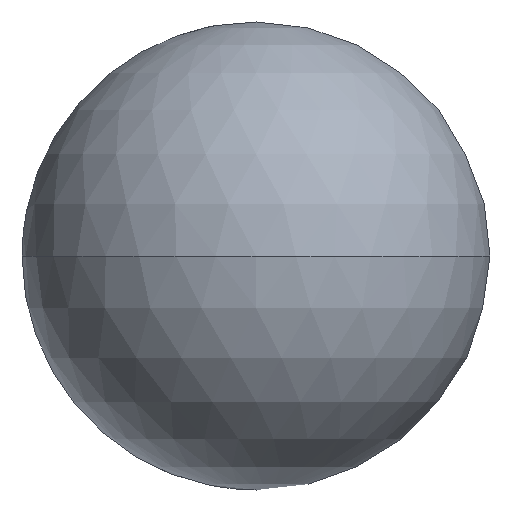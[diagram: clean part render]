
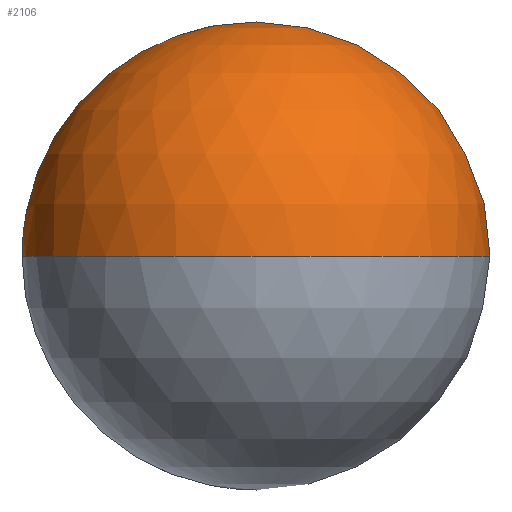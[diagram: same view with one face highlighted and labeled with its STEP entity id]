
A CAD part, front view. The second image highlights one B-rep face of the part: STEP entity #2106.
In plain terms, the highlighted spherical face has radius 45 mm.
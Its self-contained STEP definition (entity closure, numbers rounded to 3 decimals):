
#73 = AXIS2_PLACEMENT_3D ( 'NONE', #2770, #924, #1164 ) ;
#109 = AXIS2_PLACEMENT_3D ( 'NONE', #1197, #1232, #2462 ) ;
#131 = EDGE_CURVE ( 'NONE', #1361, #789, #1278, .T. ) ;
#298 = AXIS2_PLACEMENT_3D ( 'NONE', #1226, #381, #1204 ) ;
#381 = DIRECTION ( 'NONE',  ( 0., 0., -1. ) ) ;
#446 = CIRCLE ( 'NONE', #73, 40. ) ;
#494 = DIRECTION ( 'NONE',  ( -1., 0., 0. ) ) ;
#601 = ORIENTED_EDGE ( 'NONE', *, *, #131, .T. ) ;
#720 = CIRCLE ( 'NONE', #2039, 45. ) ;
#730 = CARTESIAN_POINT ( 'NONE',  ( 0., 0., 0. ) ) ;
#789 = VERTEX_POINT ( 'NONE', #2102 ) ;
#801 = ORIENTED_EDGE ( 'NONE', *, *, #2221, .F. ) ;
#924 = DIRECTION ( 'NONE',  ( 0., -1., 0. ) ) ;
#1164 = DIRECTION ( 'NONE',  ( 0., 0., -1. ) ) ;
#1197 = CARTESIAN_POINT ( 'NONE',  ( 0., 0., 0. ) ) ;
#1204 = DIRECTION ( 'NONE',  ( -1., 0., 0. ) ) ;
#1226 = CARTESIAN_POINT ( 'NONE',  ( 0., 0., 0. ) ) ;
#1232 = DIRECTION ( 'NONE',  ( 0., 0., 1. ) ) ;
#1278 = CIRCLE ( 'NONE', #109, 45. ) ;
#1361 = VERTEX_POINT ( 'NONE', #2624 ) ;
#1603 = EDGE_LOOP ( 'NONE', ( #801, #2550, #601 ) ) ;
#1623 = FACE_OUTER_BOUND ( 'NONE', #1603, .T. ) ;
#1685 = EDGE_CURVE ( 'NONE', #2052, #1361, #446, .T. ) ;
#1689 = SPHERICAL_SURFACE ( 'NONE', #298, 45. ) ;
#1709 = CARTESIAN_POINT ( 'NONE',  ( 40., 20.616, 0. ) ) ;
#2039 = AXIS2_PLACEMENT_3D ( 'NONE', #730, #2073, #494 ) ;
#2052 = VERTEX_POINT ( 'NONE', #1709 ) ;
#2073 = DIRECTION ( 'NONE',  ( 0., 0., -1. ) ) ;
#2102 = CARTESIAN_POINT ( 'NONE',  ( 0., -45., 0. ) ) ;
#2106 = ADVANCED_FACE ( 'NONE', ( #1623 ), #1689, .T. ) ;
#2221 = EDGE_CURVE ( 'NONE', #2052, #789, #720, .T. ) ;
#2462 = DIRECTION ( 'NONE',  ( 1., 0., 0. ) ) ;
#2550 = ORIENTED_EDGE ( 'NONE', *, *, #1685, .T. ) ;
#2624 = CARTESIAN_POINT ( 'NONE',  ( -40., 20.616, 0. ) ) ;
#2770 = CARTESIAN_POINT ( 'NONE',  ( 0., 20.616, 0. ) ) ;
